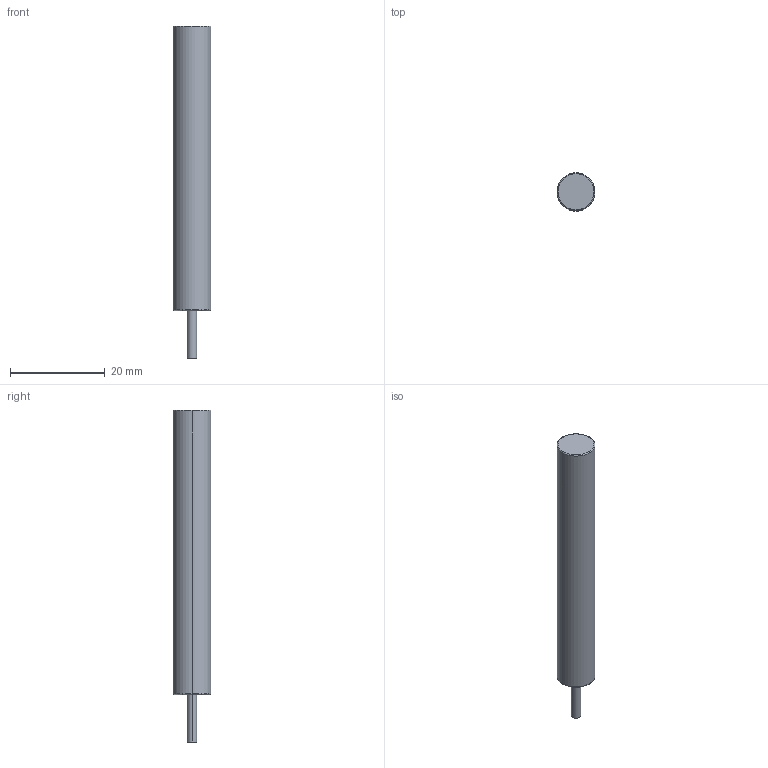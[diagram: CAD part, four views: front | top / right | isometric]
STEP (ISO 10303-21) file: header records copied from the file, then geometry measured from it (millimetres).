
FILE_DESCRIPTION((''),'2;1');
FILE_NAME('CAD1561_SW0001','2012-02-16T',('dhelisch'),(''),'PRO/ENGINEER BY PARAMETRIC TECHNOLOGY CORPORATION, 2007250','PRO/ENGINEER BY PARAMETRIC TECHNOLOGY CORPORATION, 2007250','');
FILE_SCHEMA(('CONFIG_CONTROL_DESIGN'));
Length unit declared in the file: millimetre
Products named in the file (1): CAD1561_SW0001
Bounding box: 8 x 8 x 70 mm (x, y, z)
Surface area: 1667 mm2 (no closed solid volume)
Topology: 0 solids, 1 shells, 11 faces, 71 edges, 114 vertices
Faces by surface type: cylinder 4, torus 4, plane 3
Entity records: 923 total; most frequent: DIRECTION 127, CARTESIAN_POINT 95, COLOUR_RGB 66, PRESENTATION_STYLE_ASSIGNMENT 63, STYLED_ITEM 63, CURVE_STYLE 52, TRIMMED_CURVE 51, AXIS2_PLACEMENT_3D 44
